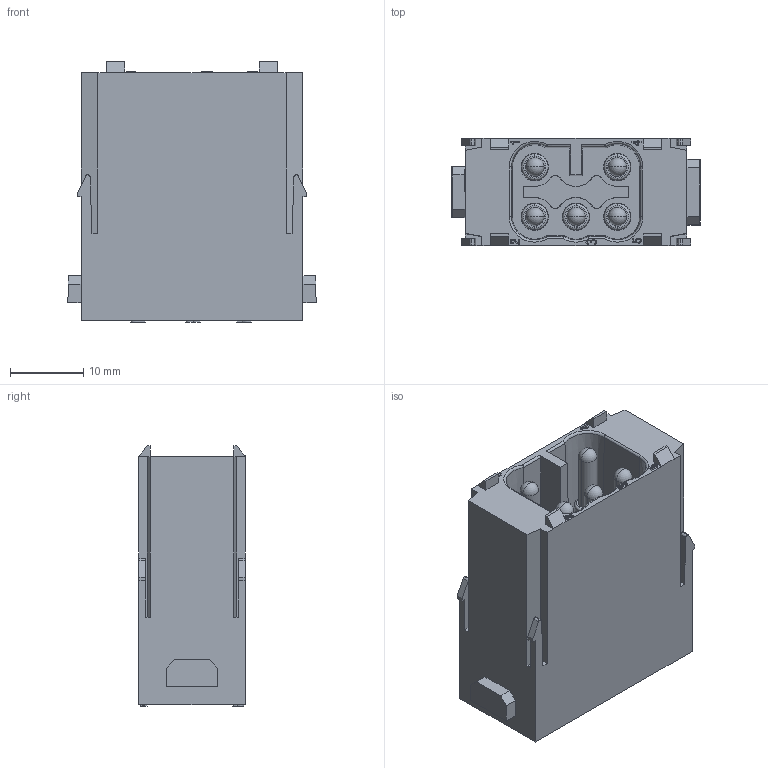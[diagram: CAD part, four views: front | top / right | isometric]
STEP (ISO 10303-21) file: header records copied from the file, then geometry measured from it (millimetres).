
FILE_DESCRIPTION((''),'2;1');
FILE_NAME('MANIFOLD_SOLID_BREP_132','2017-05-18T',('tl.yang'),(''),'PRO/ENGINEER BY PARAMETRIC TECHNOLOGY CORPORATION, 2011500','PRO/ENGINEER BY PARAMETRIC TECHNOLOGY CORPORATION, 2011500','');
FILE_SCHEMA(('CONFIG_CONTROL_DESIGN'));
Length unit declared in the file: millimetre
Products named in the file (1): MANIFOLD_SOLID_BREP_132
Bounding box: 34 x 14.6 x 35.7 mm (x, y, z)
Volume: 10109.7 mm3; surface area: 10091.6 mm2
Topology: 6 solids, 9 shells, 948 faces, 2684 edges, 1783 vertices
Faces by surface type: plane 776, cylinder 76, cone 40, extrusion 31, torus 15, sphere 10
Entity records: 30631 total; most frequent: CARTESIAN_POINT 5965, ORIENTED_EDGE 5348, DIRECTION 4716, EDGE_CURVE 2674, VECTOR 2268, LINE 2237, VERTEX_POINT 1783, AXIS2_PLACEMENT_3D 1224
